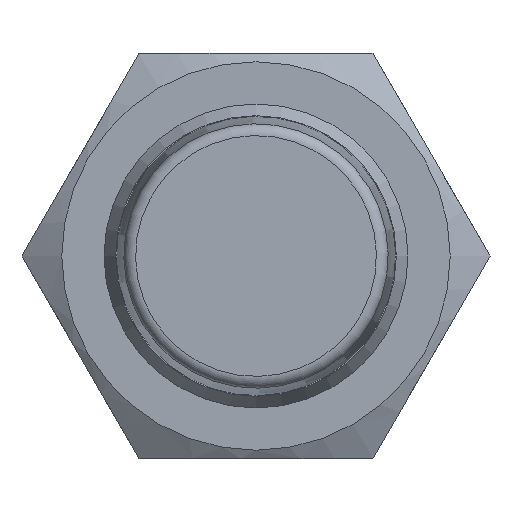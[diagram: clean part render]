
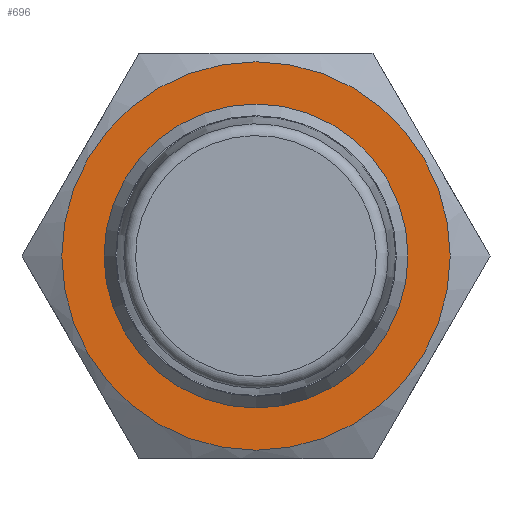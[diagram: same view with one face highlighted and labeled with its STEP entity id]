
A CAD part, left-side view. The second image highlights one B-rep face of the part: STEP entity #696.
In plain terms, the highlighted planar face has unit normal (-1, 0, 0).
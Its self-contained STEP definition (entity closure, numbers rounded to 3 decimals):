
#139=FACE_BOUND('',#220,.T.);
#170=FACE_OUTER_BOUND('',#219,.T.);
#219=EDGE_LOOP('',(#531));
#220=EDGE_LOOP('',(#532));
#253=CIRCLE('',#761,9.);
#264=CIRCLE('',#790,11.5);
#289=VERTEX_POINT('',#1065);
#311=VERTEX_POINT('',#1153);
#353=EDGE_CURVE('',#289,#289,#253,.T.);
#389=EDGE_CURVE('',#311,#311,#264,.T.);
#531=ORIENTED_EDGE('',*,*,#389,.T.);
#532=ORIENTED_EDGE('',*,*,#353,.T.);
#613=PLANE('',#789);
#696=ADVANCED_FACE('',(#170,#139),#613,.F.);
#761=AXIS2_PLACEMENT_3D('',#1066,#875,#876);
#789=AXIS2_PLACEMENT_3D('',#1152,#950,#951);
#790=AXIS2_PLACEMENT_3D('',#1154,#952,#953);
#875=DIRECTION('center_axis',(1.,0.,0.));
#876=DIRECTION('ref_axis',(0.,1.,0.));
#950=DIRECTION('center_axis',(1.,0.,0.));
#951=DIRECTION('ref_axis',(0.,0.,1.));
#952=DIRECTION('center_axis',(-1.,0.,0.));
#953=DIRECTION('ref_axis',(0.,1.,0.));
#1065=CARTESIAN_POINT('',(2.714,-9.,0.));
#1066=CARTESIAN_POINT('Origin',(2.714,0.,0.));
#1152=CARTESIAN_POINT('Origin',(2.714,0.,
0.));
#1153=CARTESIAN_POINT('',(2.714,-11.5,0.));
#1154=CARTESIAN_POINT('Origin',(2.714,0.,0.));
